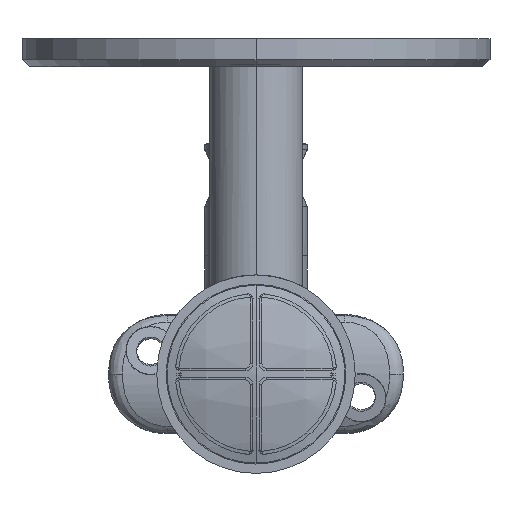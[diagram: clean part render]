
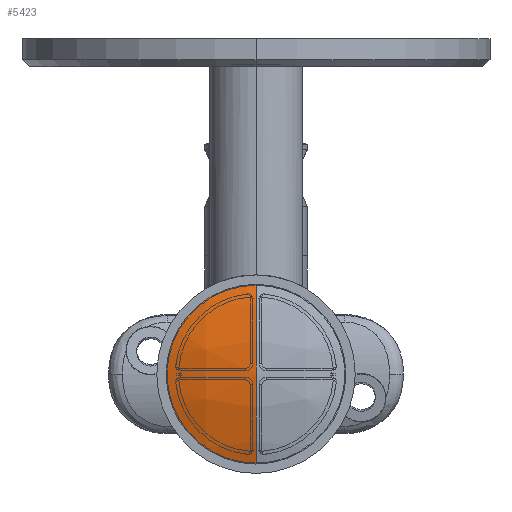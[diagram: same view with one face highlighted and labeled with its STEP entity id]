
A CAD part, front view. The second image highlights one B-rep face of the part: STEP entity #5423.
In plain terms, the highlighted spherical face has radius 58.18 mm.
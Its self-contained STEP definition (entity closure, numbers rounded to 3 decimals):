
#498 = CARTESIAN_POINT ( 'NONE',  ( -7., 0., 0. ) ) ;
#859 = VERTEX_POINT ( 'NONE', #498 ) ;
#1510 = CARTESIAN_POINT ( 'NONE',  ( -3., 0., -21.2 ) ) ;
#1987 = EDGE_CURVE ( 'NONE', #21752, #859, #3129, .T. ) ;
#2014 = CARTESIAN_POINT ( 'NONE',  ( 51.18, 0., 0. ) ) ;
#2163 = DIRECTION ( 'NONE',  ( 0., 0., -1. ) ) ;
#2401 = EDGE_CURVE ( 'NONE', #21752, #15845, #12511, .T. ) ;
#2706 = EDGE_LOOP ( 'NONE', ( #19615, #6049, #27391 ) ) ;
#3129 = CIRCLE ( 'NONE', #26121, 58.18 ) ;
#3870 = CIRCLE ( 'NONE', #5735, 58.18 ) ;
#4263 = DIRECTION ( 'NONE',  ( 0., 0., 1. ) ) ;
#5423 = ADVANCED_FACE ( 'NONE', ( #17483 ), #15417, .T. ) ;
#5735 = AXIS2_PLACEMENT_3D ( 'NONE', #28563, #8461, #17402 ) ;
#6049 = ORIENTED_EDGE ( 'NONE', *, *, #10639, .T. ) ;
#8461 = DIRECTION ( 'NONE',  ( 0., 1., 0. ) ) ;
#8639 = CARTESIAN_POINT ( 'NONE',  ( -3., 0., 21.2 ) ) ;
#10639 = EDGE_CURVE ( 'NONE', #15845, #859, #3870, .T. ) ;
#11105 = DIRECTION ( 'NONE',  ( 0., 0., 1. ) ) ;
#12511 = CIRCLE ( 'NONE', #23739, 21.2 ) ;
#13969 = AXIS2_PLACEMENT_3D ( 'NONE', #17770, #28645, #4263 ) ;
#15417 = SPHERICAL_SURFACE ( 'NONE', #13969, 58.18 ) ;
#15471 = DIRECTION ( 'NONE',  ( -1., 0., 0. ) ) ;
#15845 = VERTEX_POINT ( 'NONE', #1510 ) ;
#17396 = CARTESIAN_POINT ( 'NONE',  ( -3., 0., 0. ) ) ;
#17402 = DIRECTION ( 'NONE',  ( 0., 0., 1. ) ) ;
#17483 = FACE_OUTER_BOUND ( 'NONE', #2706, .T. ) ;
#17770 = CARTESIAN_POINT ( 'NONE',  ( 51.18, 0., 0. ) ) ;
#19615 = ORIENTED_EDGE ( 'NONE', *, *, #2401, .T. ) ;
#21752 = VERTEX_POINT ( 'NONE', #8639 ) ;
#23739 = AXIS2_PLACEMENT_3D ( 'NONE', #17396, #15471, #11105 ) ;
#26121 = AXIS2_PLACEMENT_3D ( 'NONE', #2014, #26542, #2163 ) ;
#26542 = DIRECTION ( 'NONE',  ( 0., -1., 0. ) ) ;
#27391 = ORIENTED_EDGE ( 'NONE', *, *, #1987, .F. ) ;
#28563 = CARTESIAN_POINT ( 'NONE',  ( 51.18, 0., 0. ) ) ;
#28645 = DIRECTION ( 'NONE',  ( 0., 1., 0. ) ) ;
